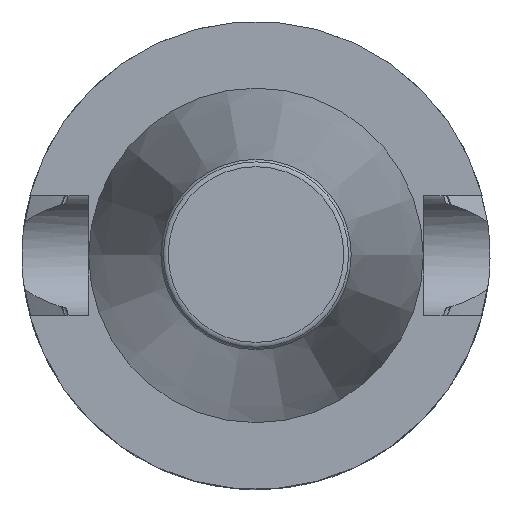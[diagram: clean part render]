
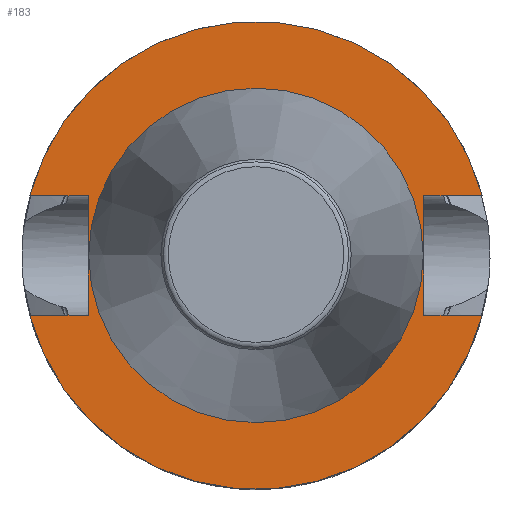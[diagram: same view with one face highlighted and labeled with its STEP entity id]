
A CAD part, top view. The second image highlights one B-rep face of the part: STEP entity #183.
In plain terms, the highlighted planar face has unit normal (0, 0, 1).
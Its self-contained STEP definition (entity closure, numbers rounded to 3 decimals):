
#122=LINE('',#1068,#152);
#123=LINE('',#1071,#153);
#124=LINE('',#1075,#154);
#125=LINE('',#1077,#155);
#126=LINE('',#1079,#156);
#127=LINE('',#1083,#157);
#152=VECTOR('',#862,1.);
#153=VECTOR('',#863,1.);
#154=VECTOR('',#866,1.);
#155=VECTOR('',#867,1.);
#156=VECTOR('',#868,1.);
#157=VECTOR('',#871,1.);
#183=ADVANCED_FACE('',(#244,#245),#228,.F.);
#228=PLANE('',#769);
#244=FACE_BOUND('',#283,.T.);
#245=FACE_BOUND('',#284,.T.);
#283=EDGE_LOOP('',(#348,#349,#350,#351,#352,#353,#354,#355));
#284=EDGE_LOOP('',(#356));
#348=ORIENTED_EDGE('',*,*,#601,.F.);
#349=ORIENTED_EDGE('',*,*,#602,.T.);
#350=ORIENTED_EDGE('',*,*,#603,.T.);
#351=ORIENTED_EDGE('',*,*,#604,.F.);
#352=ORIENTED_EDGE('',*,*,#605,.T.);
#353=ORIENTED_EDGE('',*,*,#606,.T.);
#354=ORIENTED_EDGE('',*,*,#607,.T.);
#355=ORIENTED_EDGE('',*,*,#608,.F.);
#356=ORIENTED_EDGE('',*,*,#609,.T.);
#532=VERTEX_POINT('',#1069);
#533=VERTEX_POINT('',#1070);
#534=VERTEX_POINT('',#1072);
#535=VERTEX_POINT('',#1074);
#536=VERTEX_POINT('',#1076);
#537=VERTEX_POINT('',#1078);
#538=VERTEX_POINT('',#1080);
#539=VERTEX_POINT('',#1082);
#540=VERTEX_POINT('',#1085);
#601=EDGE_CURVE('',#532,#533,#122,.T.);
#602=EDGE_CURVE('',#532,#534,#123,.T.);
#603=EDGE_CURVE('',#534,#535,#693,.T.);
#604=EDGE_CURVE('',#536,#535,#124,.T.);
#605=EDGE_CURVE('',#536,#537,#125,.T.);
#606=EDGE_CURVE('',#537,#538,#126,.T.);
#607=EDGE_CURVE('',#538,#539,#694,.T.);
#608=EDGE_CURVE('',#533,#539,#127,.T.);
#609=EDGE_CURVE('',#540,#540,#695,.T.);
#693=CIRCLE('',#766,31.5);
#694=CIRCLE('',#767,31.5);
#695=CIRCLE('',#768,22.517);
#766=AXIS2_PLACEMENT_3D('',#1073,#864,#865);
#767=AXIS2_PLACEMENT_3D('',#1081,#869,#870);
#768=AXIS2_PLACEMENT_3D('',#1084,#872,#873);
#769=AXIS2_PLACEMENT_3D('',#1086,#874,#875);
#862=DIRECTION('',(0.,1.,0.));
#863=DIRECTION('',(-1.,0.,0.));
#864=DIRECTION('',(0.,0.,1.));
#865=DIRECTION('',(-0.967,-0.256,0.));
#866=DIRECTION('',(1.,0.,0.));
#867=DIRECTION('',(0.,1.,0.));
#868=DIRECTION('',(1.,0.,0.));
#869=DIRECTION('',(0.,0.,1.));
#870=DIRECTION('',(0.967,0.256,0.));
#871=DIRECTION('',(-1.,0.,0.));
#872=DIRECTION('',(0.,0.,-1.));
#873=DIRECTION('',(-1.,0.,0.));
#874=DIRECTION('',(0.,0.,-1.));
#875=DIRECTION('',(1.,0.,0.));
#1068=CARTESIAN_POINT('',(-22.6,-7.25,-2.));
#1069=CARTESIAN_POINT('',(-22.6,-8.05,-2.));
#1070=CARTESIAN_POINT('',(-22.6,8.05,-2.));
#1071=CARTESIAN_POINT('',(-23.4,-8.05,-2.));
#1072=CARTESIAN_POINT('',(-30.454,-8.05,-2.));
#1073=CARTESIAN_POINT('',(0.,0.,-2.));
#1074=CARTESIAN_POINT('',(30.454,-8.05,-2.));
#1075=CARTESIAN_POINT('',(23.4,-8.05,-2.));
#1076=CARTESIAN_POINT('',(22.6,-8.05,-2.));
#1077=CARTESIAN_POINT('',(22.6,-7.25,-2.));
#1078=CARTESIAN_POINT('',(22.6,8.05,-2.));
#1079=CARTESIAN_POINT('',(23.4,8.05,-2.));
#1080=CARTESIAN_POINT('',(30.454,8.05,-2.));
#1081=CARTESIAN_POINT('',(0.,0.,-2.));
#1082=CARTESIAN_POINT('',(-30.454,8.05,-2.));
#1083=CARTESIAN_POINT('',(-23.4,8.05,-2.));
#1084=CARTESIAN_POINT('',(0.,0.,-2.));
#1085=CARTESIAN_POINT('',(-22.517,0.,-2.));
#1086=CARTESIAN_POINT('',(0.,22.517,-2.));
